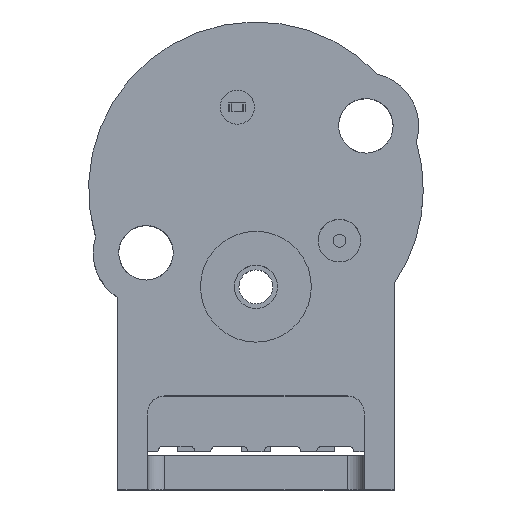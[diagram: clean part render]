
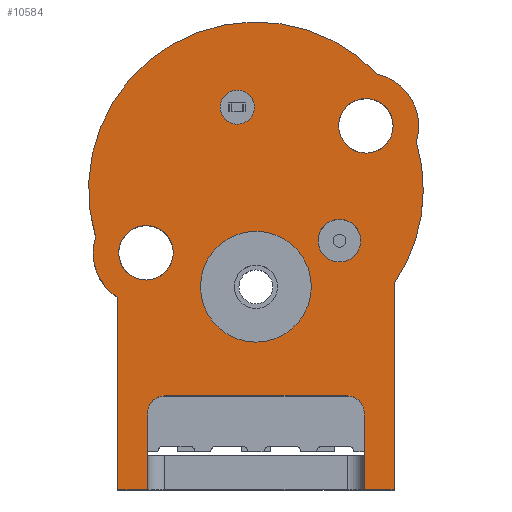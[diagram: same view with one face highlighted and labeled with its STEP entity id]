
A CAD part, top view. The second image highlights one B-rep face of the part: STEP entity #10584.
In plain terms, the highlighted planar face has unit normal (0, 0, 1).
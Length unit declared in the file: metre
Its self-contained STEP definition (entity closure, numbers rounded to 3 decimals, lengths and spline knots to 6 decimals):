
#339=CIRCLE('',#11804,0.009811);
#340=CIRCLE('',#11806,0.0031);
#341=CIRCLE('',#11808,0.009811);
#345=CIRCLE('',#11814,0.0016);
#346=CIRCLE('',#11816,0.0031);
#348=CIRCLE('',#11819,0.0016);
#349=CIRCLE('',#11826,0.001);
#352=CIRCLE('',#11832,0.001);
#359=CIRCLE('',#11850,0.001);
#361=CIRCLE('',#11853,0.00125);
#364=CIRCLE('',#11862,0.00325);
#2512=ORIENTED_EDGE('',*,*,#4532,.F.);
#2513=ORIENTED_EDGE('',*,*,#4527,.F.);
#2514=ORIENTED_EDGE('',*,*,#4525,.F.);
#2515=ORIENTED_EDGE('',*,*,#4505,.F.);
#2516=ORIENTED_EDGE('',*,*,#4533,.T.);
#2517=ORIENTED_EDGE('',*,*,#4474,.T.);
#2518=ORIENTED_EDGE('',*,*,#4473,.T.);
#2519=ORIENTED_EDGE('',*,*,#4435,.T.);
#2520=ORIENTED_EDGE('',*,*,#4479,.F.);
#2521=ORIENTED_EDGE('',*,*,#4481,.F.);
#2522=ORIENTED_EDGE('',*,*,#4483,.F.);
#2523=ORIENTED_EDGE('',*,*,#4490,.F.);
#2524=ORIENTED_EDGE('',*,*,#4468,.T.);
#2525=ORIENTED_EDGE('',*,*,#4472,.T.);
#2526=ORIENTED_EDGE('',*,*,#4534,.T.);
#2527=ORIENTED_EDGE('',*,*,#4496,.T.);
#2528=ORIENTED_EDGE('',*,*,#4513,.T.);
#2529=ORIENTED_EDGE('',*,*,#4508,.F.);
#2530=ORIENTED_EDGE('',*,*,#4510,.T.);
#2531=ORIENTED_EDGE('',*,*,#4494,.F.);
#2532=ORIENTED_EDGE('',*,*,#4489,.T.);
#4435=EDGE_CURVE('',#5642,#5641,#6831,.T.);
#4468=EDGE_CURVE('',#5670,#5669,#6844,.T.);
#4472=EDGE_CURVE('',#5669,#5672,#6848,.T.);
#4473=EDGE_CURVE('',#5673,#5642,#6849,.T.);
#4474=EDGE_CURVE('',#5674,#5673,#6850,.T.);
#4479=EDGE_CURVE('',#5677,#5641,#339,.F.);
#4481=EDGE_CURVE('',#5678,#5677,#340,.F.);
#4483=EDGE_CURVE('',#5679,#5678,#341,.F.);
#4489=EDGE_CURVE('',#5684,#5684,#345,.F.);
#4490=EDGE_CURVE('',#5670,#5679,#346,.F.);
#4494=EDGE_CURVE('',#5687,#5687,#348,.T.);
#4496=EDGE_CURVE('',#5688,#5689,#6862,.T.);
#4505=EDGE_CURVE('',#5694,#5695,#6871,.T.);
#4508=EDGE_CURVE('',#5696,#5697,#6874,.T.);
#4510=EDGE_CURVE('',#5696,#5695,#349,.F.);
#4513=EDGE_CURVE('',#5689,#5697,#352,.F.);
#4525=EDGE_CURVE('',#5703,#5703,#359,.T.);
#4527=EDGE_CURVE('',#5705,#5705,#361,.T.);
#4532=EDGE_CURVE('',#5708,#5708,#364,.T.);
#4533=EDGE_CURVE('',#5694,#5674,#6883,.T.);
#4534=EDGE_CURVE('',#5672,#5688,#6884,.T.);
#5641=VERTEX_POINT('',#16954);
#5642=VERTEX_POINT('',#16956);
#5669=VERTEX_POINT('',#17030);
#5670=VERTEX_POINT('',#17032);
#5672=VERTEX_POINT('',#17038);
#5673=VERTEX_POINT('',#17042);
#5674=VERTEX_POINT('',#17044);
#5677=VERTEX_POINT('',#17052);
#5678=VERTEX_POINT('',#17056);
#5679=VERTEX_POINT('',#17060);
#5684=VERTEX_POINT('',#17074);
#5687=VERTEX_POINT('',#17084);
#5688=VERTEX_POINT('',#17089);
#5689=VERTEX_POINT('',#17090);
#5694=VERTEX_POINT('',#17105);
#5695=VERTEX_POINT('',#17107);
#5696=VERTEX_POINT('',#17111);
#5697=VERTEX_POINT('',#17113);
#5703=VERTEX_POINT('',#17151);
#5705=VERTEX_POINT('',#17156);
#5708=VERTEX_POINT('',#17170);
#6831=LINE('',#16955,#8083);
#6844=LINE('',#17031,#8096);
#6848=LINE('',#17039,#8100);
#6849=LINE('',#17041,#8101);
#6850=LINE('',#17043,#8102);
#6862=LINE('',#17088,#8114);
#6871=LINE('',#17106,#8123);
#6874=LINE('',#17112,#8126);
#6883=LINE('',#17172,#8135);
#6884=LINE('',#17173,#8136);
#8083=VECTOR('',#13886,1.);
#8096=VECTOR('',#13937,1.);
#8100=VECTOR('',#13943,1.);
#8101=VECTOR('',#13946,1.);
#8102=VECTOR('',#13947,1.);
#8114=VECTOR('',#13997,1.);
#8123=VECTOR('',#14010,1.);
#8126=VECTOR('',#14015,1.);
#8135=VECTOR('',#14102,1.);
#8136=VECTOR('',#14103,1.);
#8913=EDGE_LOOP('',(#2512));
#8914=EDGE_LOOP('',(#2513));
#8915=EDGE_LOOP('',(#2514));
#8916=EDGE_LOOP('',(#2515,#2516,#2517,#2518,#2519,#2520,#2521,#2522,#2523,
#2524,#2525,#2526,#2527,#2528,#2529,#2530));
#8917=EDGE_LOOP('',(#2531));
#8918=EDGE_LOOP('',(#2532));
#9511=FACE_BOUND('',#8913,.T.);
#9512=FACE_BOUND('',#8914,.T.);
#9513=FACE_BOUND('',#8915,.T.);
#9514=FACE_BOUND('',#8916,.T.);
#9515=FACE_BOUND('',#8917,.T.);
#9516=FACE_BOUND('',#8918,.T.);
#9999=PLANE('',#11863);
#10584=ADVANCED_FACE('',(#9511,#9512,#9513,#9514,#9515,#9516),#9999,.T.);
#11804=AXIS2_PLACEMENT_3D('',#17053,#13954,#13955);
#11806=AXIS2_PLACEMENT_3D('',#17057,#13959,#13960);
#11808=AXIS2_PLACEMENT_3D('',#17061,#13964,#13965);
#11814=AXIS2_PLACEMENT_3D('',#17073,#13978,#13979);
#11816=AXIS2_PLACEMENT_3D('',#17076,#13982,#13983);
#11819=AXIS2_PLACEMENT_3D('',#17083,#13990,#13991);
#11826=AXIS2_PLACEMENT_3D('',#17116,#14019,#14020);
#11832=AXIS2_PLACEMENT_3D('',#17122,#14031,#14032);
#11850=AXIS2_PLACEMENT_3D('',#17150,#14072,#14073);
#11853=AXIS2_PLACEMENT_3D('',#17155,#14078,#14079);
#11862=AXIS2_PLACEMENT_3D('',#17169,#14098,#14099);
#11863=AXIS2_PLACEMENT_3D('',#17171,#14100,#14101);
#13886=DIRECTION('',(0.,1.,0.));
#13937=DIRECTION('',(0.,-1.,0.));
#13943=DIRECTION('',(0.,-1.,0.));
#13946=DIRECTION('',(0.,1.,0.));
#13947=DIRECTION('',(0.,1.,0.));
#13954=DIRECTION('',(0.,0.,1.));
#13955=DIRECTION('',(1.,0.,0.));
#13959=DIRECTION('',(0.,0.,1.));
#13960=DIRECTION('',(1.,0.,0.));
#13964=DIRECTION('',(0.,0.,1.));
#13965=DIRECTION('',(1.,0.,0.));
#13978=DIRECTION('',(0.,0.,1.));
#13979=DIRECTION('',(1.,0.,0.));
#13982=DIRECTION('',(0.,0.,1.));
#13983=DIRECTION('',(1.,0.,0.));
#13990=DIRECTION('',(0.,0.,1.));
#13991=DIRECTION('',(1.,0.,0.));
#13997=DIRECTION('',(0.,1.,0.));
#14010=DIRECTION('',(0.,1.,0.));
#14015=DIRECTION('',(-1.,0.,0.));
#14019=DIRECTION('',(0.,0.,1.));
#14020=DIRECTION('',(1.,0.,0.));
#14031=DIRECTION('',(0.,0.,1.));
#14032=DIRECTION('',(1.,0.,0.));
#14072=DIRECTION('',(0.,0.,1.));
#14073=DIRECTION('',(1.,0.,0.));
#14078=DIRECTION('',(0.,0.,1.));
#14079=DIRECTION('',(1.,0.,0.));
#14098=DIRECTION('',(0.,0.,1.));
#14099=DIRECTION('',(1.,0.,0.));
#14100=DIRECTION('',(0.,0.,1.));
#14101=DIRECTION('',(1.,0.,0.));
#14102=DIRECTION('',(1.,0.,0.));
#14103=DIRECTION('',(1.,0.,0.));
#16954=CARTESIAN_POINT('',(0.0081,-0.005535,0.00517));
#16955=CARTESIAN_POINT('',(0.0081,-0.015388,0.00517));
#16956=CARTESIAN_POINT('',(0.0081,-0.015045,0.00517));
#17030=CARTESIAN_POINT('',(-0.0081,-0.015045,0.00517));
#17031=CARTESIAN_POINT('',(-0.0081,-0.015792,0.00517));
#17032=CARTESIAN_POINT('',(-0.0081,-0.006343,0.00517));
#17038=CARTESIAN_POINT('',(-0.0081,-0.017614,0.00517));
#17039=CARTESIAN_POINT('',(-0.0081,-0.011729,0.00517));
#17041=CARTESIAN_POINT('',(0.0081,-0.011325,0.00517));
#17042=CARTESIAN_POINT('',(0.0081,-0.017114,0.00517));
#17043=CARTESIAN_POINT('',(0.0081,-0.017614,0.00517));
#17044=CARTESIAN_POINT('',(0.0081,-0.017614,0.00517));
#17052=CARTESIAN_POINT('',(0.009404,0.002797,0.00517));
#17053=CARTESIAN_POINT('',(0.,0.,0.00517));
#17056=CARTESIAN_POINT('',(0.007124,0.006746,0.00517));
#17057=CARTESIAN_POINT('',(0.006445,0.003721,0.00517));
#17060=CARTESIAN_POINT('',(-0.009404,-0.002797,0.00517));
#17061=CARTESIAN_POINT('',(0.,0.,0.00517));
#17073=CARTESIAN_POINT('',(-0.006445,-0.003722,0.00517));
#17074=CARTESIAN_POINT('',(-0.004845,-0.003722,0.00517));
#17076=CARTESIAN_POINT('',(-0.006445,-0.003722,0.00517));
#17083=CARTESIAN_POINT('',(0.006445,0.003721,0.00517));
#17084=CARTESIAN_POINT('',(0.008045,0.003721,0.00517));
#17088=CARTESIAN_POINT('',(-0.00635,-0.017116,0.00517));
#17089=CARTESIAN_POINT('',(-0.00635,-0.017614,0.00517));
#17090=CARTESIAN_POINT('',(-0.00635,-0.013114,0.00517));
#17105=CARTESIAN_POINT('',(0.00635,-0.017614,0.00517));
#17106=CARTESIAN_POINT('',(0.00635,-0.014614,0.00517));
#17107=CARTESIAN_POINT('',(0.00635,-0.013114,0.00517));
#17111=CARTESIAN_POINT('',(0.00535,-0.012114,0.00517));
#17112=CARTESIAN_POINT('',(0.,-0.012114,0.00517));
#17113=CARTESIAN_POINT('',(-0.00535,-0.012114,0.00517));
#17116=CARTESIAN_POINT('',(0.00535,-0.013114,0.00517));
#17122=CARTESIAN_POINT('',(-0.00535,-0.013114,0.00517));
#17150=CARTESIAN_POINT('',(-0.001092,0.004816,0.00517));
#17151=CARTESIAN_POINT('',(-0.000092,0.004816,0.00517));
#17155=CARTESIAN_POINT('',(0.004898,-0.003011,0.00517));
#17156=CARTESIAN_POINT('',(0.006148,-0.003011,0.00517));
#17169=CARTESIAN_POINT('',(0.,-0.00571,0.00517));
#17170=CARTESIAN_POINT('',(0.00325,-0.00571,0.00517));
#17171=CARTESIAN_POINT('',(0.,-0.003652,0.00517));
#17172=CARTESIAN_POINT('',(0.,-0.017614,0.00517));
#17173=CARTESIAN_POINT('',(0.,-0.017614,0.00517));
